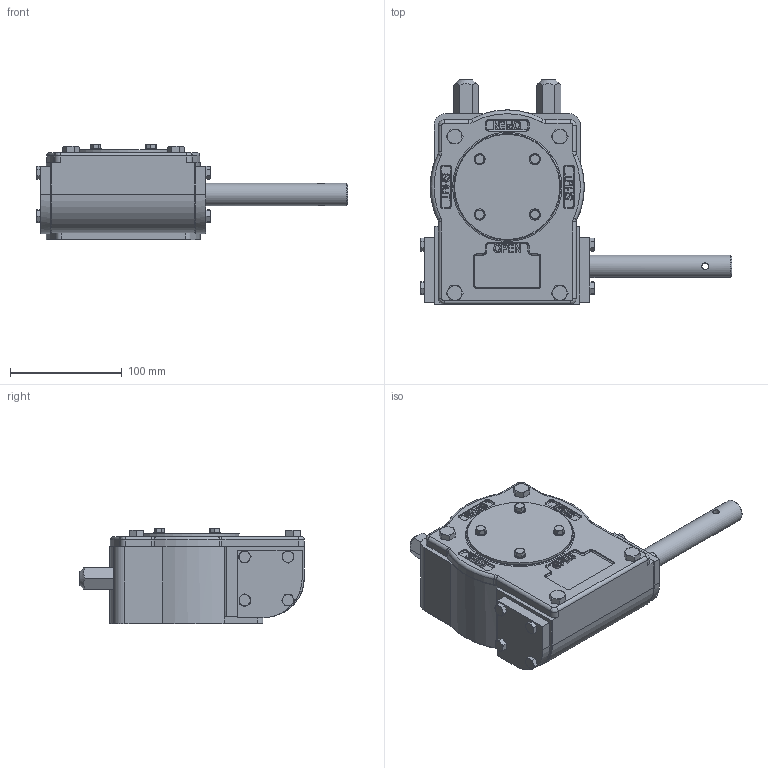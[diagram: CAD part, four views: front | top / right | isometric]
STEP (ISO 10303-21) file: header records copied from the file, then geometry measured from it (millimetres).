
FILE_DESCRIPTION( ( 'Unknown' ), '1' );
FILE_NAME( 'AB550G BU LH.stp', 'Unknown', ( 'Unknown' ), ( 'Unknown' ), 'PSStep 15.0.49', 'Unknown', ' ' );
FILE_SCHEMA( ( 'AUTOMOTIVE_DESIGN { 1 0 10303 214 1 1 1 1 }' ) );
Length unit declared in the file: millimetre
Products named in the file (1): 10BZ1000C0M00
Bounding box: 279 x 201 x 85.49 mm (x, y, z)
Volume: 1312670.5 mm3; surface area: 226932.6 mm2
Topology: 1 solids, 37 shells, 1309 faces, 3355 edges, 2140 vertices
Faces by surface type: plane 523, cylinder 319, cone 235, torus 150, bspline 38, extrusion 30, sphere 14
Full cylindrical faces by diameter (mm): 3 x1, 3.242 x4, 4.134 x4, 5 x4, 5.6 x3, 6 x13, 6.647 x8, 7 x8, 8 x4, 8.376 x4, 9 x4, 10 x4, 10.106 x4, 10.2 x2, 16 x1, 20 x1, 20.5 x2, 24 x3, 25.2 x1, 57.15 x2, 59 x2, 60 x3, 68 x1, 94 x1
Entity records: 57039 total; most frequent: CARTESIAN_POINT 17307, ORIENTED_EDGE 6190, DIRECTION 5676, EDGE_CURVE 3095, AXIS2_PLACEMENT_3D 2322, VERTEX_POINT 2056, EDGE_LOOP 1527, FACE_OUTER_BOUND 1407
